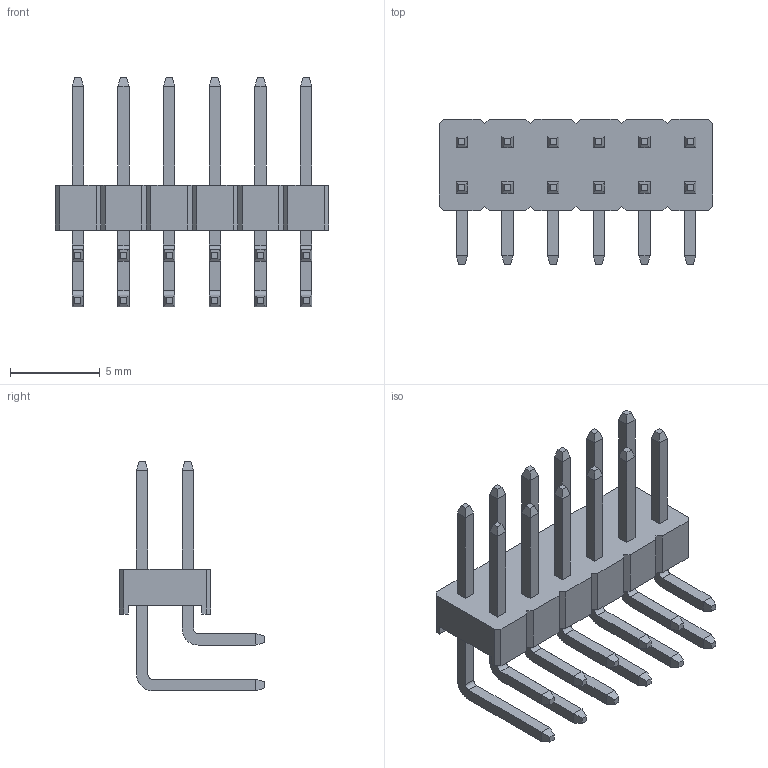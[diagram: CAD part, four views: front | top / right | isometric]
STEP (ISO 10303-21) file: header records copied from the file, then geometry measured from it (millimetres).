
FILE_DESCRIPTION (( 'STEP AP214' ), '1' );
FILE_NAME ('User Library-zl202-12_p2-54_l15-2_w12-4_h5-08.STEP', '2020-05-07T18:02:19', ( '' ), ( '' ), 'SwSTEP 2.0', 'SolidWorks 2019', '' );
FILE_SCHEMA (( 'AUTOMOTIVE_DESIGN' ));
Length unit declared in the file: millimetre
Products named in the file (1): User Library-zl202-12_p2-54_l15-2_w12-4_h5-08
Bounding box: 15.24 x 8.08 x 12.76 mm (x, y, z)
Volume: 229.7 mm3; surface area: 701 mm2
Topology: 1 solids, 1 shells, 308 faces, 750 edges, 468 vertices
Faces by surface type: plane 284, cylinder 24
Entity records: 9272 total; most frequent: CARTESIAN_POINT 1527, ORIENTED_EDGE 1500, DIRECTION 1416, EDGE_CURVE 750, LINE 702, VECTOR 702, VERTEX_POINT 468, AXIS2_PLACEMENT_3D 357
